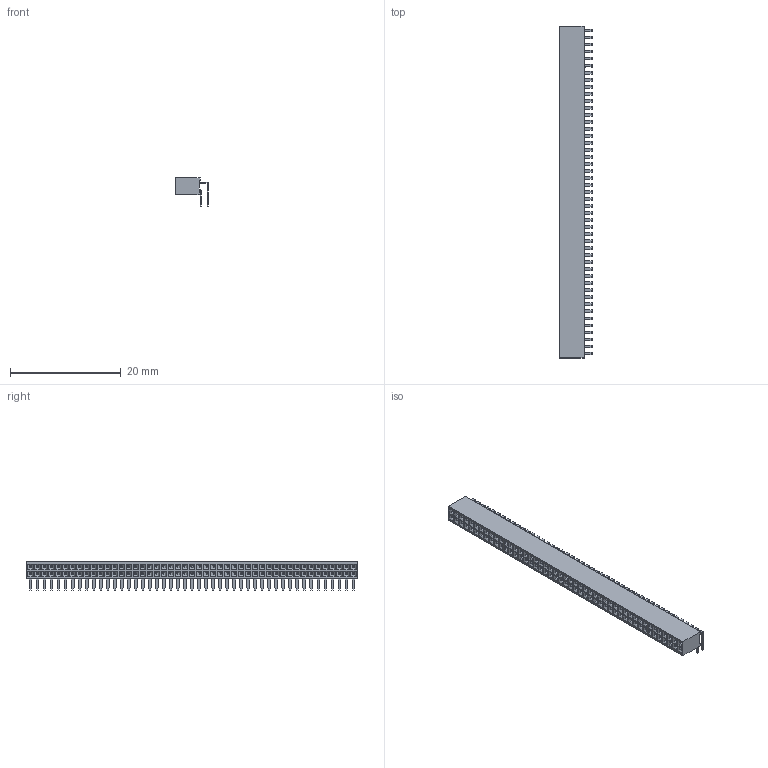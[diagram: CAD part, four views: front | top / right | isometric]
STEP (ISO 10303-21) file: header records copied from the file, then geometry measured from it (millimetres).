
FILE_DESCRIPTION(/* description */ ('model of PinSocket_2x47_P1.27mm_Horizontal'),/* implementation_level */ '2;1');
FILE_NAME(/* name */ 'PinSocket_2x47_P1.27mm_Horizontal.step',/* time_stamp */ '1970-01-01T00:00:00',/* author */ ('KiCAD','kicad'),/* organization */ ('OCCT'),/* preprocessor_version */ '',/* originating_system */ 'KiCAD',/* authorisation */ '');
FILE_SCHEMA(('AUTOMOTIVE_DESIGN { 1 0 10303 214 1 1 1 1 }'));
Length unit declared in the file: millimetre
Products named in the file (1): PinSocket_2x47_P1.27mm_Horizontal
Bounding box: 5.89 x 60.04 x 5.12 mm (x, y, z)
Volume: 741.8 mm3; surface area: 2195.7 mm2
Topology: 1 solids, 1 shells, 2830 faces, 7544 edges, 4904 vertices
Faces by surface type: plane 2642, cylinder 188
Entity records: 55723 total; most frequent: ORIENTED_EDGE 11316, EDGE_CURVE 7544, CARTESIAN_POINT 7070, LINE 6790, VERTEX_POINT 4904, FACE_BOUND 3018, EDGE_LOOP 3018, ADVANCED_FACE 2830
